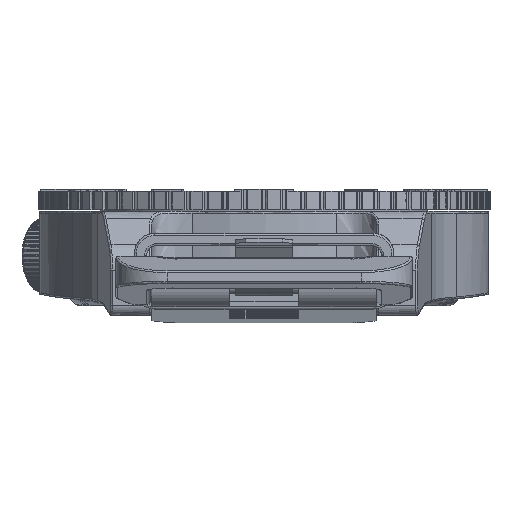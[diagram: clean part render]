
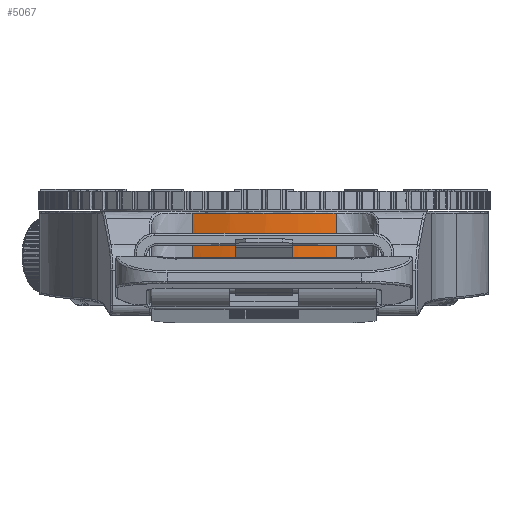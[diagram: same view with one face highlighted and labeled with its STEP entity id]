
A CAD part, front view. The second image highlights one B-rep face of the part: STEP entity #5067.
In plain terms, the highlighted free-form (B-spline) face has degree [2, 1] with [3, 2] control points.
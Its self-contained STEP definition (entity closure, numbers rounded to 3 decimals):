
#3933 = VERTEX_POINT('',#3934);
#3934 = CARTESIAN_POINT('',(-8.288,-24.537,
    -1.038));
#4309 = VERTEX_POINT('',#4310);
#4310 = CARTESIAN_POINT('',(-8.288,-24.537,
    9.182));
#4338 = VERTEX_POINT('',#4339);
#4339 = CARTESIAN_POINT('',(8.288,-24.537,
    9.182));
#4347 = EDGE_CURVE('',#4309,#4338,#4348,.T.);
#4348 = ( BOUNDED_CURVE() B_SPLINE_CURVE(2,(#4349,#4350,#4351),
.UNSPECIFIED.,.F.,.F.) B_SPLINE_CURVE_WITH_KNOTS((3,3),(5.957,
6.609),.PIECEWISE_BEZIER_KNOTS.) CURVE() 
GEOMETRIC_REPRESENTATION_ITEM() RATIONAL_B_SPLINE_CURVE((1.,
0.947,1.)) REPRESENTATION_ITEM('') );
#4349 = CARTESIAN_POINT('',(-8.288,-24.537,
    9.182));
#4350 = CARTESIAN_POINT('',(0.,-27.336,
    9.182));
#4351 = CARTESIAN_POINT('',(8.288,-24.537,
    9.182));
#4765 = EDGE_CURVE('',#4766,#3933,#4768,.T.);
#4766 = VERTEX_POINT('',#4767);
#4767 = CARTESIAN_POINT('',(8.288,-24.537,
    -1.038));
#4768 = ( BOUNDED_CURVE() B_SPLINE_CURVE(2,(#4769,#4770,#4771),
.UNSPECIFIED.,.F.,.F.) B_SPLINE_CURVE_WITH_KNOTS((3,3),(5.957,
6.609),.PIECEWISE_BEZIER_KNOTS.) CURVE() 
GEOMETRIC_REPRESENTATION_ITEM() RATIONAL_B_SPLINE_CURVE((1.,
0.947,1.)) REPRESENTATION_ITEM('') );
#4769 = CARTESIAN_POINT('',(8.288,-24.537,
    -1.038));
#4770 = CARTESIAN_POINT('',(0.,-27.336,
    -1.184));
#4771 = CARTESIAN_POINT('',(-8.288,-24.537,
    -1.038));
#5050 = EDGE_CURVE('',#4309,#3933,#5051,.T.);
#5051 = B_SPLINE_CURVE_WITH_KNOTS('',1,(#5052,#5053),.UNSPECIFIED.,.F.,
  .F.,(2,2),(-7.8,0.882),.PIECEWISE_BEZIER_KNOTS.);
#5052 = CARTESIAN_POINT('',(-8.288,-24.537,
    9.182));
#5053 = CARTESIAN_POINT('',(-8.288,-24.537,
    -1.038));
#5067 = ADVANCED_FACE('',(#5068),#5078,.T.);
#5068 = FACE_BOUND('',#5069,.T.);
#5069 = EDGE_LOOP('',(#5070,#5071,#5072,#5073));
#5070 = ORIENTED_EDGE('',*,*,#4347,.F.);
#5071 = ORIENTED_EDGE('',*,*,#5050,.T.);
#5072 = ORIENTED_EDGE('',*,*,#4765,.F.);
#5073 = ORIENTED_EDGE('',*,*,#5074,.F.);
#5074 = EDGE_CURVE('',#4338,#4766,#5075,.T.);
#5075 = B_SPLINE_CURVE_WITH_KNOTS('',1,(#5076,#5077),.UNSPECIFIED.,.F.,
  .F.,(2,2),(-7.8,0.882),.PIECEWISE_BEZIER_KNOTS.);
#5076 = CARTESIAN_POINT('',(8.288,-24.537,
    9.182));
#5077 = CARTESIAN_POINT('',(8.288,-24.537,
    -1.038));
#5078 = ( BOUNDED_SURFACE() B_SPLINE_SURFACE(2,1,(
    (#5079,#5080)
    ,(#5081,#5082)
    ,(#5083,#5084
)),.UNSPECIFIED.,.F.,.F.,.F.) B_SPLINE_SURFACE_WITH_KNOTS((3,3),(2,2),(
    4.387,5.038),(-0.942,7.8),
.PIECEWISE_BEZIER_KNOTS.) GEOMETRIC_REPRESENTATION_ITEM() 
RATIONAL_B_SPLINE_SURFACE((
    (1.,1.)
    ,(0.947,0.947)
,(1.,1.))) REPRESENTATION_ITEM('') SURFACE() );
#5079 = CARTESIAN_POINT('',(-8.288,-24.537,
    -1.109));
#5080 = CARTESIAN_POINT('',(-8.288,-24.537,
    9.182));
#5081 = CARTESIAN_POINT('',(0.,-27.336,
    -1.109));
#5082 = CARTESIAN_POINT('',(0.,-27.336,
    9.182));
#5083 = CARTESIAN_POINT('',(8.288,-24.537,
    -1.109));
#5084 = CARTESIAN_POINT('',(8.288,-24.537,
    9.182));
